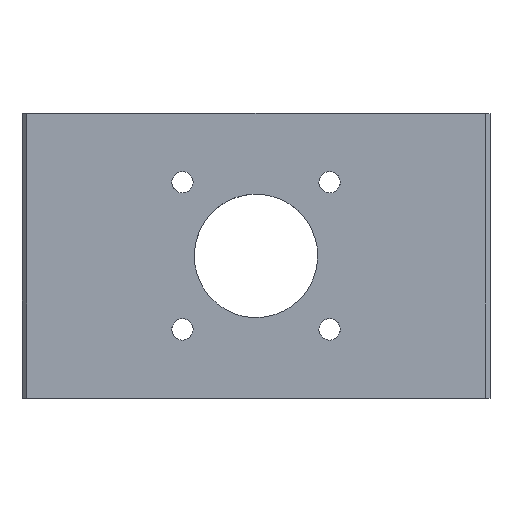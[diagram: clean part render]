
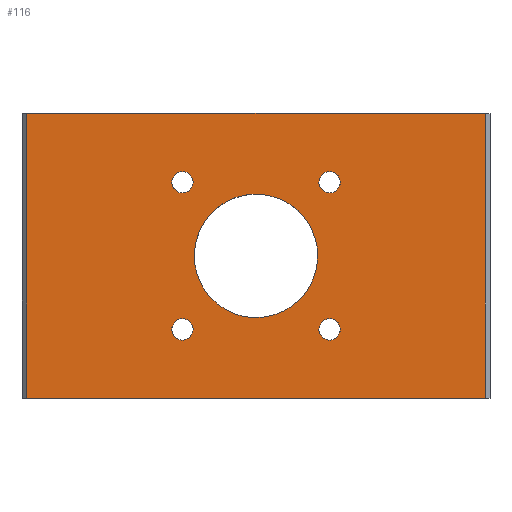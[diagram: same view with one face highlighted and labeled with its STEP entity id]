
A CAD part, top view. The second image highlights one B-rep face of the part: STEP entity #116.
In plain terms, the highlighted planar face has unit normal (0, 0, 1).
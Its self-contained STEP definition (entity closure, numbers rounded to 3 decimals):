
#116=ADVANCED_FACE('',(#306,#200,#201,#202,#203,#204),#2549,.T.);
#200=FACE_BOUND('',#492,.T.);
#201=FACE_BOUND('',#493,.T.);
#202=FACE_BOUND('',#494,.T.);
#203=FACE_BOUND('',#495,.T.);
#204=FACE_BOUND('',#496,.T.);
#306=FACE_OUTER_BOUND('',#491,.T.);
#491=EDGE_LOOP('',(#1109,#1110,#1111,#1112));
#492=EDGE_LOOP('',(#1113,#1114));
#493=EDGE_LOOP('',(#1115,#1116));
#494=EDGE_LOOP('',(#1117,#1118));
#495=EDGE_LOOP('',(#1119,#1120));
#496=EDGE_LOOP('',(#1121,#1122));
#1109=ORIENTED_EDGE('',*,*,#1585,.F.);
#1110=ORIENTED_EDGE('',*,*,#1594,.T.);
#1111=ORIENTED_EDGE('',*,*,#1584,.T.);
#1112=ORIENTED_EDGE('',*,*,#1593,.F.);
#1113=ORIENTED_EDGE('',*,*,#1555,.T.);
#1114=ORIENTED_EDGE('',*,*,#1735,.T.);
#1115=ORIENTED_EDGE('',*,*,#1561,.T.);
#1116=ORIENTED_EDGE('',*,*,#1741,.T.);
#1117=ORIENTED_EDGE('',*,*,#1567,.T.);
#1118=ORIENTED_EDGE('',*,*,#1747,.T.);
#1119=ORIENTED_EDGE('',*,*,#1573,.T.);
#1120=ORIENTED_EDGE('',*,*,#1753,.T.);
#1121=ORIENTED_EDGE('',*,*,#1579,.T.);
#1122=ORIENTED_EDGE('',*,*,#1759,.T.);
#1555=EDGE_CURVE('',#2276,#2393,#2041,.T.);
#1561=EDGE_CURVE('',#2280,#2397,#2047,.T.);
#1567=EDGE_CURVE('',#2284,#2401,#2053,.T.);
#1573=EDGE_CURVE('',#2288,#2405,#2059,.T.);
#1579=EDGE_CURVE('',#2292,#2409,#2065,.T.);
#1584=EDGE_CURVE('',#2300,#2299,#1887,.T.);
#1585=EDGE_CURVE('',#2302,#2301,#1888,.T.);
#1593=EDGE_CURVE('',#2301,#2299,#1894,.T.);
#1594=EDGE_CURVE('',#2302,#2300,#1895,.T.);
#1735=EDGE_CURVE('',#2393,#2276,#2137,.T.);
#1741=EDGE_CURVE('',#2397,#2280,#2143,.T.);
#1747=EDGE_CURVE('',#2401,#2284,#2149,.T.);
#1753=EDGE_CURVE('',#2405,#2288,#2155,.T.);
#1759=EDGE_CURVE('',#2409,#2292,#2161,.T.);
#1887=B_SPLINE_CURVE_WITH_KNOTS('',1,(#5055,#5056),.UNSPECIFIED.,.F.,.F.,
(2,2),(-39.766,-36.827),.UNSPECIFIED.);
#1888=B_SPLINE_CURVE_WITH_KNOTS('',1,(#5057,#5058),.UNSPECIFIED.,.F.,.F.,
(2,2),(-39.766,-36.827),.UNSPECIFIED.);
#1894=B_SPLINE_CURVE_WITH_KNOTS('',1,(#5075,#5076),.UNSPECIFIED.,.F.,.F.,
(2,2),(0.,60.),.UNSPECIFIED.);
#1895=B_SPLINE_CURVE_WITH_KNOTS('',1,(#5077,#5078),.UNSPECIFIED.,.F.,.F.,
(2,2),(0.,60.),.UNSPECIFIED.);
#2041=(
BOUNDED_CURVE()
B_SPLINE_CURVE(2,(#4941,#4942,#4943,#4944,#4945),.UNSPECIFIED.,.F.,.F.)
B_SPLINE_CURVE_WITH_KNOTS((3,2,3),(-81.681,-61.261,-40.841),
 .UNSPECIFIED.)
CURVE()
GEOMETRIC_REPRESENTATION_ITEM()
RATIONAL_B_SPLINE_CURVE((1.,0.707,1.,0.707,1.))
REPRESENTATION_ITEM('')
);
#2047=(
BOUNDED_CURVE()
B_SPLINE_CURVE(2,(#4965,#4966,#4967,#4968,#4969),.UNSPECIFIED.,.F.,.F.)
B_SPLINE_CURVE_WITH_KNOTS((3,2,3),(-10.681,-8.011,
-5.341),.UNSPECIFIED.)
CURVE()
GEOMETRIC_REPRESENTATION_ITEM()
RATIONAL_B_SPLINE_CURVE((1.,0.707,1.,0.707,1.))
REPRESENTATION_ITEM('')
);
#2053=(
BOUNDED_CURVE()
B_SPLINE_CURVE(2,(#4989,#4990,#4991,#4992,#4993),.UNSPECIFIED.,.F.,.F.)
B_SPLINE_CURVE_WITH_KNOTS((3,2,3),(-10.681,-8.011,
-5.341),.UNSPECIFIED.)
CURVE()
GEOMETRIC_REPRESENTATION_ITEM()
RATIONAL_B_SPLINE_CURVE((1.,0.707,1.,0.707,1.))
REPRESENTATION_ITEM('')
);
#2059=(
BOUNDED_CURVE()
B_SPLINE_CURVE(2,(#5013,#5014,#5015,#5016,#5017),.UNSPECIFIED.,.F.,.F.)
B_SPLINE_CURVE_WITH_KNOTS((3,2,3),(-10.681,-8.011,
-5.341),.UNSPECIFIED.)
CURVE()
GEOMETRIC_REPRESENTATION_ITEM()
RATIONAL_B_SPLINE_CURVE((1.,0.707,1.,0.707,1.))
REPRESENTATION_ITEM('')
);
#2065=(
BOUNDED_CURVE()
B_SPLINE_CURVE(2,(#5037,#5038,#5039,#5040,#5041),.UNSPECIFIED.,.F.,.F.)
B_SPLINE_CURVE_WITH_KNOTS((3,2,3),(-10.681,-8.011,
-5.341),.UNSPECIFIED.)
CURVE()
GEOMETRIC_REPRESENTATION_ITEM()
RATIONAL_B_SPLINE_CURVE((1.,0.707,1.,0.707,1.))
REPRESENTATION_ITEM('')
);
#2137=(
BOUNDED_CURVE()
B_SPLINE_CURVE(2,(#5527,#5528,#5529,#5530,#5531),.UNSPECIFIED.,.F.,.F.)
B_SPLINE_CURVE_WITH_KNOTS((3,2,3),(-40.841,-20.42,
0.),.UNSPECIFIED.)
CURVE()
GEOMETRIC_REPRESENTATION_ITEM()
RATIONAL_B_SPLINE_CURVE((1.,0.707,1.,0.707,1.))
REPRESENTATION_ITEM('')
);
#2143=(
BOUNDED_CURVE()
B_SPLINE_CURVE(2,(#5551,#5552,#5553,#5554,#5555),.UNSPECIFIED.,.F.,.F.)
B_SPLINE_CURVE_WITH_KNOTS((3,2,3),(-5.341,-2.67,
0.),.UNSPECIFIED.)
CURVE()
GEOMETRIC_REPRESENTATION_ITEM()
RATIONAL_B_SPLINE_CURVE((1.,0.707,1.,0.707,1.))
REPRESENTATION_ITEM('')
);
#2149=(
BOUNDED_CURVE()
B_SPLINE_CURVE(2,(#5575,#5576,#5577,#5578,#5579),.UNSPECIFIED.,.F.,.F.)
B_SPLINE_CURVE_WITH_KNOTS((3,2,3),(-5.341,-2.67,
0.),.UNSPECIFIED.)
CURVE()
GEOMETRIC_REPRESENTATION_ITEM()
RATIONAL_B_SPLINE_CURVE((1.,0.707,1.,0.707,1.))
REPRESENTATION_ITEM('')
);
#2155=(
BOUNDED_CURVE()
B_SPLINE_CURVE(2,(#5599,#5600,#5601,#5602,#5603),.UNSPECIFIED.,.F.,.F.)
B_SPLINE_CURVE_WITH_KNOTS((3,2,3),(-5.341,-2.67,
0.),.UNSPECIFIED.)
CURVE()
GEOMETRIC_REPRESENTATION_ITEM()
RATIONAL_B_SPLINE_CURVE((1.,0.707,1.,0.707,1.))
REPRESENTATION_ITEM('')
);
#2161=(
BOUNDED_CURVE()
B_SPLINE_CURVE(2,(#5623,#5624,#5625,#5626,#5627),.UNSPECIFIED.,.F.,.F.)
B_SPLINE_CURVE_WITH_KNOTS((3,2,3),(-5.341,-2.67,
0.),.UNSPECIFIED.)
CURVE()
GEOMETRIC_REPRESENTATION_ITEM()
RATIONAL_B_SPLINE_CURVE((1.,0.707,1.,0.707,1.))
REPRESENTATION_ITEM('')
);
#2276=VERTEX_POINT('',#4040);
#2280=VERTEX_POINT('',#4044);
#2284=VERTEX_POINT('',#4048);
#2288=VERTEX_POINT('',#4052);
#2292=VERTEX_POINT('',#4056);
#2299=VERTEX_POINT('',#4063);
#2300=VERTEX_POINT('',#4064);
#2301=VERTEX_POINT('',#4065);
#2302=VERTEX_POINT('',#4066);
#2393=VERTEX_POINT('',#4157);
#2397=VERTEX_POINT('',#4161);
#2401=VERTEX_POINT('',#4165);
#2405=VERTEX_POINT('',#4169);
#2409=VERTEX_POINT('',#4173);
#2549=PLANE('',#2643);
#2643=AXIS2_PLACEMENT_3D('',#3439,#2720,$);
#2720=DIRECTION('',(0.,0.,1.));
#3439=CARTESIAN_POINT('',(-49.305,-30.,13.64));
#4040=CARTESIAN_POINT('',(13.,0.,13.64));
#4044=CARTESIAN_POINT('',(17.75,-15.5,13.64));
#4048=CARTESIAN_POINT('',(-13.25,-15.5,13.64));
#4052=CARTESIAN_POINT('',(-13.25,15.5,13.64));
#4056=CARTESIAN_POINT('',(17.75,15.5,13.64));
#4063=CARTESIAN_POINT('',(48.305,-30.,13.64));
#4064=CARTESIAN_POINT('',(-48.305,-30.,13.64));
#4065=CARTESIAN_POINT('',(48.305,30.,13.64));
#4066=CARTESIAN_POINT('',(-48.305,30.,13.64));
#4157=CARTESIAN_POINT('',(-13.,0.,13.64));
#4161=CARTESIAN_POINT('',(13.25,-15.5,13.64));
#4165=CARTESIAN_POINT('',(-17.75,-15.5,13.64));
#4169=CARTESIAN_POINT('',(-17.75,15.5,13.64));
#4173=CARTESIAN_POINT('',(13.25,15.5,13.64));
#4941=CARTESIAN_POINT('',(13.,0.,13.64));
#4942=CARTESIAN_POINT('',(13.,-13.,13.64));
#4943=CARTESIAN_POINT('',(0.,-13.,13.64));
#4944=CARTESIAN_POINT('',(-13.,-13.,13.64));
#4945=CARTESIAN_POINT('',(-13.,0.,13.64));
#4965=CARTESIAN_POINT('',(17.75,-15.5,13.64));
#4966=CARTESIAN_POINT('',(17.75,-17.75,13.64));
#4967=CARTESIAN_POINT('',(15.5,-17.75,13.64));
#4968=CARTESIAN_POINT('',(13.25,-17.75,13.64));
#4969=CARTESIAN_POINT('',(13.25,-15.5,13.64));
#4989=CARTESIAN_POINT('',(-13.25,-15.5,13.64));
#4990=CARTESIAN_POINT('',(-13.25,-17.75,13.64));
#4991=CARTESIAN_POINT('',(-15.5,-17.75,13.64));
#4992=CARTESIAN_POINT('',(-17.75,-17.75,13.64));
#4993=CARTESIAN_POINT('',(-17.75,-15.5,13.64));
#5013=CARTESIAN_POINT('',(-13.25,15.5,13.64));
#5014=CARTESIAN_POINT('',(-13.25,13.25,13.64));
#5015=CARTESIAN_POINT('',(-15.5,13.25,13.64));
#5016=CARTESIAN_POINT('',(-17.75,13.25,13.64));
#5017=CARTESIAN_POINT('',(-17.75,15.5,13.64));
#5037=CARTESIAN_POINT('',(17.75,15.5,13.64));
#5038=CARTESIAN_POINT('',(17.75,13.25,13.64));
#5039=CARTESIAN_POINT('',(15.5,13.25,13.64));
#5040=CARTESIAN_POINT('',(13.25,13.25,13.64));
#5041=CARTESIAN_POINT('',(13.25,15.5,13.64));
#5055=CARTESIAN_POINT('',(-48.305,-30.,13.64));
#5056=CARTESIAN_POINT('',(48.305,-30.,13.64));
#5057=CARTESIAN_POINT('',(-48.305,30.,13.64));
#5058=CARTESIAN_POINT('',(48.305,30.,13.64));
#5075=CARTESIAN_POINT('',(48.305,30.,13.64));
#5076=CARTESIAN_POINT('',(48.305,-30.,13.64));
#5077=CARTESIAN_POINT('',(-48.305,30.,13.64));
#5078=CARTESIAN_POINT('',(-48.305,-30.,13.64));
#5527=CARTESIAN_POINT('',(-13.,0.,13.64));
#5528=CARTESIAN_POINT('',(-13.,13.,13.64));
#5529=CARTESIAN_POINT('',(0.,13.,13.64));
#5530=CARTESIAN_POINT('',(13.,13.,13.64));
#5531=CARTESIAN_POINT('',(13.,0.,13.64));
#5551=CARTESIAN_POINT('',(13.25,-15.5,13.64));
#5552=CARTESIAN_POINT('',(13.25,-13.25,13.64));
#5553=CARTESIAN_POINT('',(15.5,-13.25,13.64));
#5554=CARTESIAN_POINT('',(17.75,-13.25,13.64));
#5555=CARTESIAN_POINT('',(17.75,-15.5,13.64));
#5575=CARTESIAN_POINT('',(-17.75,-15.5,13.64));
#5576=CARTESIAN_POINT('',(-17.75,-13.25,13.64));
#5577=CARTESIAN_POINT('',(-15.5,-13.25,13.64));
#5578=CARTESIAN_POINT('',(-13.25,-13.25,13.64));
#5579=CARTESIAN_POINT('',(-13.25,-15.5,13.64));
#5599=CARTESIAN_POINT('',(-17.75,15.5,13.64));
#5600=CARTESIAN_POINT('',(-17.75,17.75,13.64));
#5601=CARTESIAN_POINT('',(-15.5,17.75,13.64));
#5602=CARTESIAN_POINT('',(-13.25,17.75,13.64));
#5603=CARTESIAN_POINT('',(-13.25,15.5,13.64));
#5623=CARTESIAN_POINT('',(13.25,15.5,13.64));
#5624=CARTESIAN_POINT('',(13.25,17.75,13.64));
#5625=CARTESIAN_POINT('',(15.5,17.75,13.64));
#5626=CARTESIAN_POINT('',(17.75,17.75,13.64));
#5627=CARTESIAN_POINT('',(17.75,15.5,13.64));
